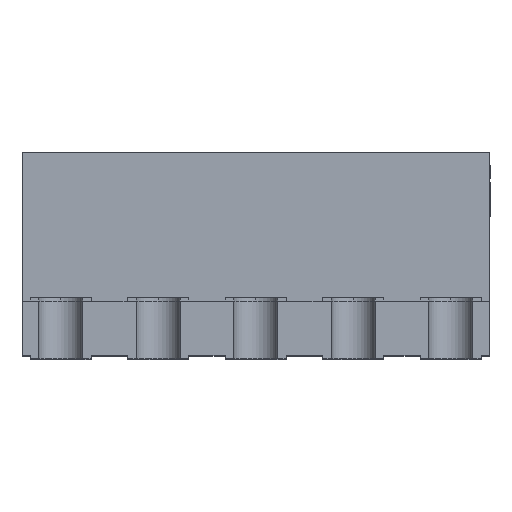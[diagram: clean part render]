
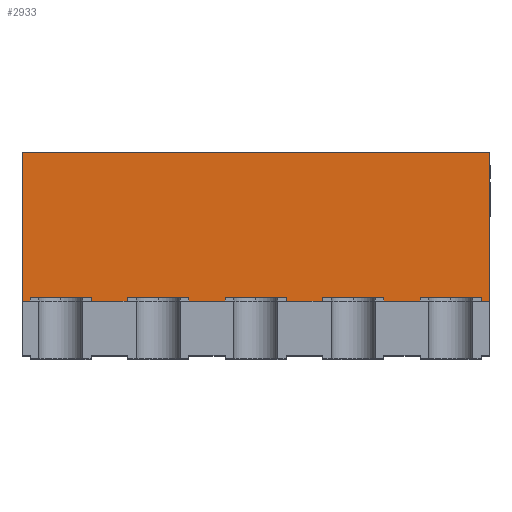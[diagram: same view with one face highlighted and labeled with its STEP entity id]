
A CAD part, top view. The second image highlights one B-rep face of the part: STEP entity #2933.
In plain terms, the highlighted planar face has unit normal (0, 0, 1).
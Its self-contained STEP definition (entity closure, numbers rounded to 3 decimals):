
#50 = EDGE_CURVE ( 'NONE', #890, #13174, #5632, .T. ) ;
#880 = AXIS2_PLACEMENT_3D ( 'NONE', #9123, #13519, #16385 ) ;
#890 = VERTEX_POINT ( 'NONE', #6229 ) ;
#1200 = ORIENTED_EDGE ( 'NONE', *, *, #50, .F. ) ;
#1434 = CARTESIAN_POINT ( 'NONE',  ( 3.45, -2.2, 4. ) ) ;
#1563 = CARTESIAN_POINT ( 'NONE',  ( -3.45, -2.2, 4. ) ) ;
#2021 = LINE ( 'NONE', #9860, #11062 ) ;
#2933 = ADVANCED_FACE ( 'NONE', ( #14734 ), #17747, .T. ) ;
#3829 = ORIENTED_EDGE ( 'NONE', *, *, #10393, .T. ) ;
#4499 = EDGE_CURVE ( 'NONE', #7282, #890, #17960, .T. ) ;
#5566 = ORIENTED_EDGE ( 'NONE', *, *, #4499, .F. ) ;
#5632 = LINE ( 'NONE', #14315, #14927 ) ;
#6065 = DIRECTION ( 'NONE',  ( 0., 1., 0. ) ) ;
#6229 = CARTESIAN_POINT ( 'NONE',  ( -3.45, 0., 4. ) ) ;
#7257 = ORIENTED_EDGE ( 'NONE', *, *, #15330, .T. ) ;
#7282 = VERTEX_POINT ( 'NONE', #16542 ) ;
#7727 = LINE ( 'NONE', #1434, #9079 ) ;
#9079 = VECTOR ( 'NONE', #16260, 1000. ) ;
#9123 = CARTESIAN_POINT ( 'NONE',  ( -3.45, -2.2, 4. ) ) ;
#9860 = CARTESIAN_POINT ( 'NONE',  ( -3.45, -2.2, 4. ) ) ;
#9895 = EDGE_LOOP ( 'NONE', ( #1200, #5566, #7257, #3829 ) ) ;
#10393 = EDGE_CURVE ( 'NONE', #11051, #13174, #7727, .T. ) ;
#11051 = VERTEX_POINT ( 'NONE', #17382 ) ;
#11062 = VECTOR ( 'NONE', #11314, 1000. ) ;
#11314 = DIRECTION ( 'NONE',  ( 1., 0., 0. ) ) ;
#13174 = VERTEX_POINT ( 'NONE', #16501 ) ;
#13519 = DIRECTION ( 'NONE',  ( 0., 0., 1. ) ) ;
#14315 = CARTESIAN_POINT ( 'NONE',  ( -3.45, 0., 4. ) ) ;
#14734 = FACE_OUTER_BOUND ( 'NONE', #9895, .T. ) ;
#14927 = VECTOR ( 'NONE', #17519, 1000. ) ;
#15330 = EDGE_CURVE ( 'NONE', #7282, #11051, #2021, .T. ) ;
#16050 = VECTOR ( 'NONE', #6065, 1000. ) ;
#16260 = DIRECTION ( 'NONE',  ( 0., 1., 0. ) ) ;
#16385 = DIRECTION ( 'NONE',  ( 1., 0., 0. ) ) ;
#16501 = CARTESIAN_POINT ( 'NONE',  ( 3.45, 0., 4. ) ) ;
#16542 = CARTESIAN_POINT ( 'NONE',  ( -3.45, -2.2, 4. ) ) ;
#17382 = CARTESIAN_POINT ( 'NONE',  ( 3.45, -2.2, 4. ) ) ;
#17519 = DIRECTION ( 'NONE',  ( 1., 0., 0. ) ) ;
#17747 = PLANE ( 'NONE',  #880 ) ;
#17960 = LINE ( 'NONE', #1563, #16050 ) ;
